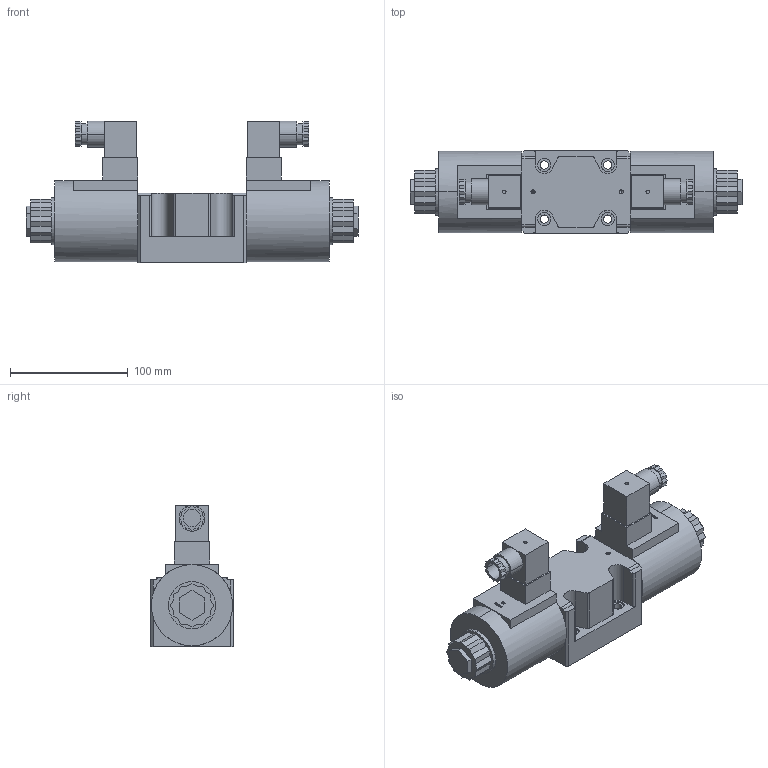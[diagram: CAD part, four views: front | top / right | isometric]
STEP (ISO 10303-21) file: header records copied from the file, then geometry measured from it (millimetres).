
FILE_DESCRIPTION (( 'STEP AP214' ), '1' );
FILE_NAME ('DSG-03-3cx-DC-n-50-DIN TYPE.STEP', '2021-12-10T06:35:30', ( '' ), ( '' ), 'SwSTEP 2.0', 'SolidWorks 2019', '' );
FILE_SCHEMA (( 'AUTOMOTIVE_DESIGN' ));
Length unit declared in the file: millimetre
Products named in the file (1): DSG-03-3cx-DC-n-50-DIN TYPE
Bounding box: 282.2 x 70 x 120.3 mm (x, y, z)
Volume: 944692.7 mm3; surface area: 109277.9 mm2
Topology: 1 solids, 1 shells, 582 faces, 1530 edges, 1012 vertices
Faces by surface type: plane 328, bspline 136, cylinder 114, cone 4
Entity records: 28198 total; most frequent: CARTESIAN_POINT 11933, ORIENTED_EDGE 3052, DIRECTION 2334, EDGE_CURVE 1526, VERTEX_POINT 1012, LINE 964, VECTOR 964, AXIS2_PLACEMENT_3D 685
